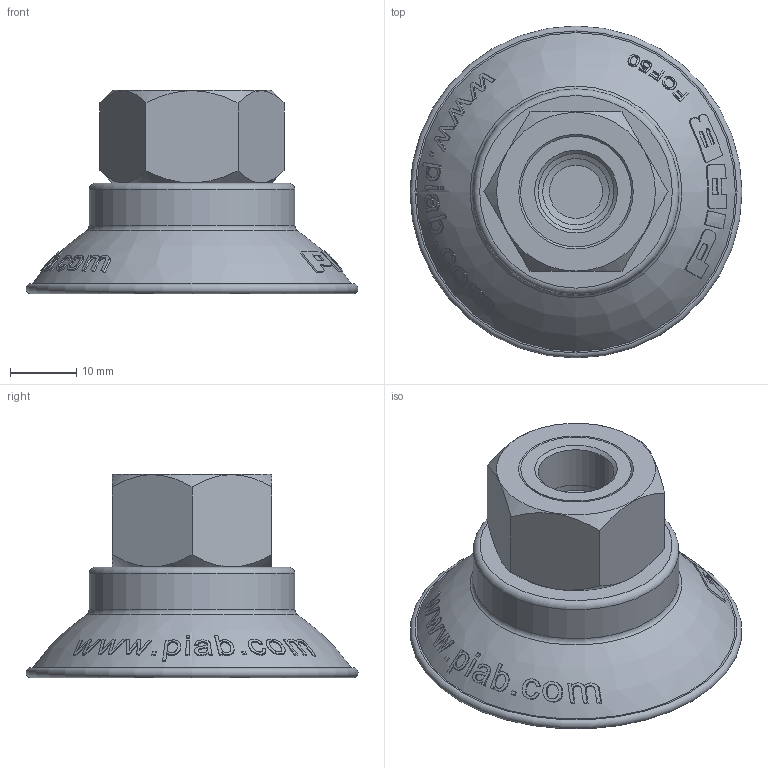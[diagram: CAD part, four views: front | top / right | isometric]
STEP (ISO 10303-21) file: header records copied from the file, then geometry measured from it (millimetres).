
FILE_DESCRIPTION( ( 'Unknown' ), '1' );
FILE_NAME( 'SE-0409862.stp', 'Unknown', ( 'Unknown' ), ( 'Unknown' ), 'PSStep 17.0.49', 'Unknown', ' ' );
FILE_SCHEMA( ( 'AUTOMOTIVE_DESIGN { 1 0 10303 214 1 1 1 1 }' ) );
Length unit declared in the file: millimetre
Products named in the file (5): 0118689; 0119326; 0118681; Assem1; SE-0409470
Assembly tree (4 placements, depth 3):
  Assem1
    SE-0409470
    0118689
      0119326
      0118681
Bounding box: 50 x 50 x 30.64 mm (x, y, z)
Volume: 26773.7 mm3; surface area: 9932.4 mm2
Topology: 3 solids, 3 shells, 254 faces, 628 edges, 417 vertices
Faces by surface type: plane 146, cylinder 33, extrusion 33, bspline 32, cone 7, torus 3
Full cylindrical faces by diameter (mm): 1 x1, 8 x1, 10 x1, 11.445 x2, 12 x1, 15.25 x1, 16.662 x1, 23.5 x1, 28 x1, 31 x1
Entity records: 12015 total; most frequent: CARTESIAN_POINT 5052, ORIENTED_EDGE 1186, DIRECTION 670, EDGE_CURVE 593, B_SPLINE_CURVE_WITH_KNOTS 411, VERTEX_POINT 411, EDGE_LOOP 323, FACE_OUTER_BOUND 275
